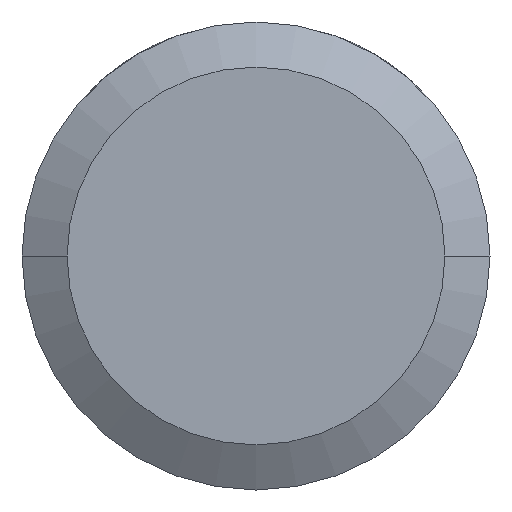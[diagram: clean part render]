
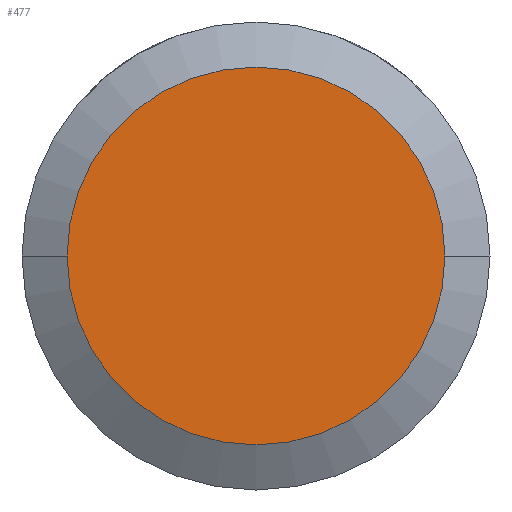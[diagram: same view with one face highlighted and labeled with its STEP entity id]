
A CAD part, front view. The second image highlights one B-rep face of the part: STEP entity #477.
In plain terms, the highlighted planar face has unit normal (0, -1, 0).
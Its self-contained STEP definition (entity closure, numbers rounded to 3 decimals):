
#39=CARTESIAN_POINT('',(0.,-38.974,0.));
#40=DIRECTION('',(0.,1.,0.));
#41=DIRECTION('',(1.,0.,0.));
#42=AXIS2_PLACEMENT_3D('',#39,#40,#41);
#48=CARTESIAN_POINT('',(0.,-38.974,0.));
#49=DIRECTION('',(0.,1.,0.));
#50=DIRECTION('',(-1.,0.,0.));
#51=AXIS2_PLACEMENT_3D('',#48,#49,#50);
#440=CARTESIAN_POINT('',(7.268,-38.974,0.));
#441=CARTESIAN_POINT('',(-7.268,-38.974,0.));
#442=VERTEX_POINT('',#440);
#443=VERTEX_POINT('',#441);
#466=CARTESIAN_POINT('',(0.,-38.974,0.));
#467=DIRECTION('',(0.,-1.,0.));
#468=DIRECTION('',(-1.,0.,0.));
#469=AXIS2_PLACEMENT_3D('',#466,#467,#468);
#470=PLANE('',#469);
#472=ORIENTED_EDGE('',*,*,#471,.T.);
#474=ORIENTED_EDGE('',*,*,#473,.T.);
#475=EDGE_LOOP('',(#472,#474));
#476=FACE_OUTER_BOUND('',#475,.F.);
#477=ADVANCED_FACE('',(#476),#470,.T.);
#43=CIRCLE('',#42,7.268);
#52=CIRCLE('',#51,7.268);
#471=EDGE_CURVE('',#442,#443,#43,.T.);
#473=EDGE_CURVE('',#443,#442,#52,.T.);
